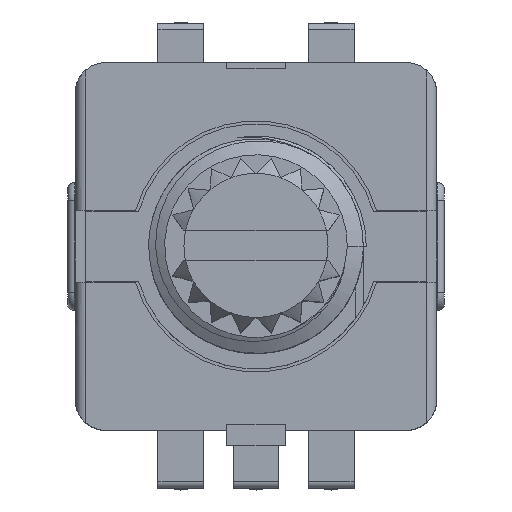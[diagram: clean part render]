
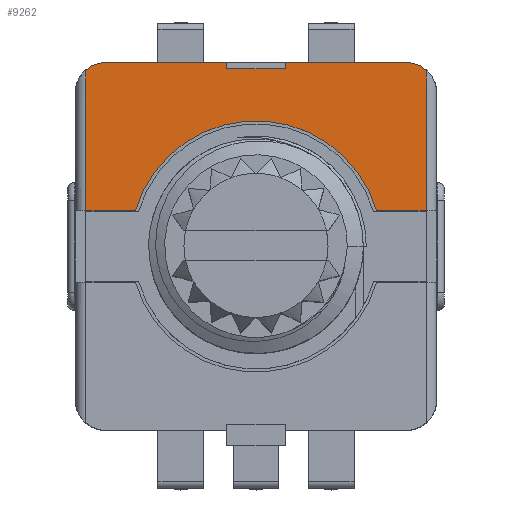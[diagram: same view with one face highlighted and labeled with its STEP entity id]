
A CAD part, top view. The second image highlights one B-rep face of the part: STEP entity #9262.
In plain terms, the highlighted planar face has unit normal (0, 0, 1).
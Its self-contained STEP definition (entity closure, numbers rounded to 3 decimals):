
#384=CIRCLE('',#9938,1.);
#403=CIRCLE('',#9981,4.1);
#404=CIRCLE('',#9982,1.);
#878=FACE_OUTER_BOUND('',#1423,.T.);
#1423=EDGE_LOOP('',(#6637,#6638,#6639,#6640,#6641,#6642,#6643,#6644,#6645,
#6646,#6647,#6648));
#2085=LINE('',#13915,#2957);
#2086=LINE('',#13918,#2958);
#2089=LINE('',#13924,#2961);
#2092=LINE('',#13930,#2964);
#2097=LINE('',#13939,#2969);
#2101=LINE('',#13964,#2973);
#2138=LINE('',#14123,#3010);
#2139=LINE('',#14127,#3011);
#2140=LINE('',#14129,#3012);
#2957=VECTOR('',#11436,1.);
#2958=VECTOR('',#11439,1.);
#2961=VECTOR('',#11444,1.);
#2964=VECTOR('',#11449,1.);
#2969=VECTOR('',#11456,1.);
#2973=VECTOR('',#11474,1.);
#3010=VECTOR('',#11585,1.);
#3011=VECTOR('',#11588,1.);
#3012=VECTOR('',#11589,1.);
#3796=VERTEX_POINT('',#13908);
#3799=VERTEX_POINT('',#13913);
#3800=VERTEX_POINT('',#13917);
#3802=VERTEX_POINT('',#13923);
#3804=VERTEX_POINT('',#13929);
#3807=VERTEX_POINT('',#13937);
#3808=VERTEX_POINT('',#13941);
#3812=VERTEX_POINT('',#13962);
#3845=VERTEX_POINT('',#14122);
#3846=VERTEX_POINT('',#14124);
#3847=VERTEX_POINT('',#14126);
#3848=VERTEX_POINT('',#14128);
#4763=EDGE_CURVE('',#3799,#3796,#2085,.T.);
#4764=EDGE_CURVE('',#3800,#3799,#2086,.T.);
#4767=EDGE_CURVE('',#3802,#3800,#2089,.T.);
#4770=EDGE_CURVE('',#3804,#3802,#2092,.T.);
#4775=EDGE_CURVE('',#3807,#3804,#2097,.T.);
#4776=EDGE_CURVE('',#3807,#3808,#384,.T.);
#4784=EDGE_CURVE('',#3812,#3808,#2101,.T.);
#4838=EDGE_CURVE('',#3812,#3845,#2138,.T.);
#4839=EDGE_CURVE('',#3846,#3845,#403,.T.);
#4840=EDGE_CURVE('',#3847,#3846,#2139,.T.);
#4841=EDGE_CURVE('',#3847,#3848,#2140,.T.);
#4842=EDGE_CURVE('',#3796,#3848,#404,.T.);
#6637=ORIENTED_EDGE('',*,*,#4838,.T.);
#6638=ORIENTED_EDGE('',*,*,#4839,.F.);
#6639=ORIENTED_EDGE('',*,*,#4840,.F.);
#6640=ORIENTED_EDGE('',*,*,#4841,.T.);
#6641=ORIENTED_EDGE('',*,*,#4842,.F.);
#6642=ORIENTED_EDGE('',*,*,#4763,.F.);
#6643=ORIENTED_EDGE('',*,*,#4764,.F.);
#6644=ORIENTED_EDGE('',*,*,#4767,.F.);
#6645=ORIENTED_EDGE('',*,*,#4770,.F.);
#6646=ORIENTED_EDGE('',*,*,#4775,.F.);
#6647=ORIENTED_EDGE('',*,*,#4776,.T.);
#6648=ORIENTED_EDGE('',*,*,#4784,.F.);
#8289=PLANE('',#9980);
#9262=ADVANCED_FACE('',(#878),#8289,.F.);
#9938=AXIS2_PLACEMENT_3D('',#13942,#11459,#11460);
#9980=AXIS2_PLACEMENT_3D('',#14121,#11583,#11584);
#9981=AXIS2_PLACEMENT_3D('',#14125,#11586,#11587);
#9982=AXIS2_PLACEMENT_3D('',#14130,#11590,#11591);
#11436=DIRECTION('',(1.,0.,0.));
#11439=DIRECTION('',(0.,1.,0.));
#11444=DIRECTION('',(1.,0.,0.));
#11449=DIRECTION('',(0.,-1.,0.));
#11456=DIRECTION('',(1.,0.,0.));
#11459=DIRECTION('center_axis',(0.,0.,1.));
#11460=DIRECTION('ref_axis',(1.,0.,0.));
#11474=DIRECTION('',(0.,1.,0.));
#11583=DIRECTION('center_axis',(0.,0.,-1.));
#11584=DIRECTION('ref_axis',(1.,0.,0.));
#11585=DIRECTION('',(1.,0.,0.));
#11586=DIRECTION('center_axis',(0.,0.,1.));
#11587=DIRECTION('ref_axis',(-1.,0.,0.));
#11588=DIRECTION('',(-1.,0.,0.));
#11589=DIRECTION('',(0.,1.,0.));
#11590=DIRECTION('center_axis',(0.,0.,-1.));
#11591=DIRECTION('ref_axis',(-1.,0.,0.));
#13908=CARTESIAN_POINT('',(4.9,6.,6.455));
#13913=CARTESIAN_POINT('',(0.953,6.,6.455));
#13915=CARTESIAN_POINT('',(-5.55,6.,6.455));
#13917=CARTESIAN_POINT('',(0.953,5.795,6.455));
#13918=CARTESIAN_POINT('',(0.953,5.795,6.455));
#13923=CARTESIAN_POINT('',(-0.953,5.795,6.455));
#13924=CARTESIAN_POINT('',(-0.953,5.795,6.455));
#13929=CARTESIAN_POINT('',(-0.953,6.,6.455));
#13930=CARTESIAN_POINT('',(-0.953,6.,6.455));
#13937=CARTESIAN_POINT('',(-4.9,6.,6.455));
#13939=CARTESIAN_POINT('',(-5.55,6.,6.455));
#13941=CARTESIAN_POINT('',(-5.55,5.76,6.455));
#13942=CARTESIAN_POINT('Origin',(-4.9,5.,6.455));
#13962=CARTESIAN_POINT('',(-5.55,1.16,6.455));
#13964=CARTESIAN_POINT('',(-5.55,-6.,6.455));
#14121=CARTESIAN_POINT('Origin',(-5.55,-6.,6.455));
#14122=CARTESIAN_POINT('',(-3.932,1.16,6.455));
#14123=CARTESIAN_POINT('',(-7.,1.16,6.455));
#14124=CARTESIAN_POINT('',(3.932,1.16,6.455));
#14125=CARTESIAN_POINT('Origin',(0.,0.,6.455));
#14126=CARTESIAN_POINT('',(5.55,1.16,6.455));
#14127=CARTESIAN_POINT('',(7.,1.16,6.455));
#14128=CARTESIAN_POINT('',(5.55,5.76,6.455));
#14129=CARTESIAN_POINT('',(5.55,-6.,6.455));
#14130=CARTESIAN_POINT('Origin',(4.9,5.,6.455));
